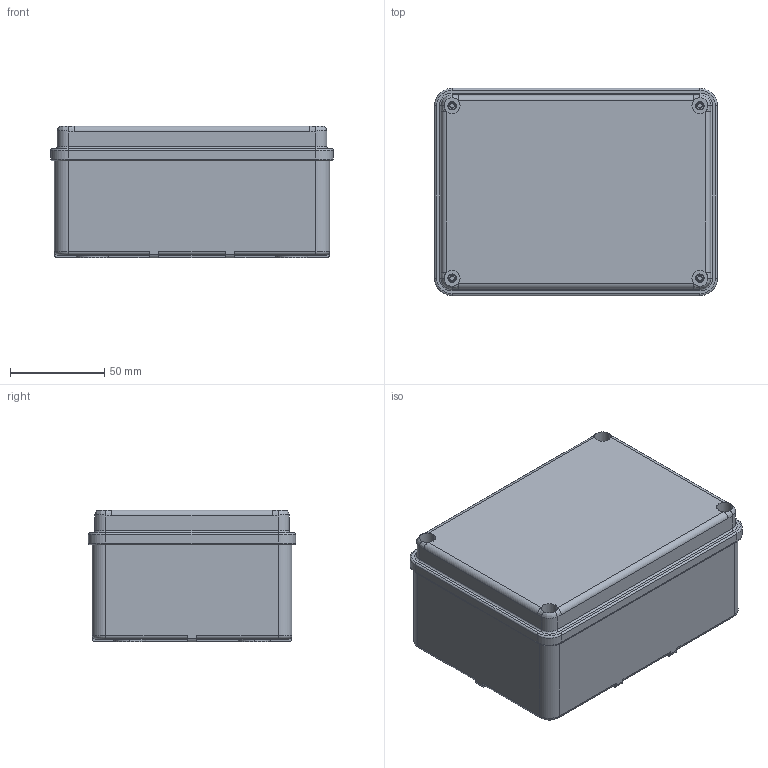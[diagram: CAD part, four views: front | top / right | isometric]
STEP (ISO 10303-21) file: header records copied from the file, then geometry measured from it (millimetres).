
FILE_DESCRIPTION (( 'STEP AP214' ), '1' );
FILE_NAME ('UKF30-150-110-070-6-6-09.STEP', '2021-12-15T08:25:53', ( '' ), ( '' ), 'SwSTEP 2.0', 'SolidWorks 2021', '' );
FILE_SCHEMA (( 'AUTOMOTIVE_DESIGN' ));
Length unit declared in the file: millimetre
Products named in the file (1): UKF30-150-110-070-6-6-09
Bounding box: 150 x 110 x 70 mm (x, y, z)
Volume: 136878.8 mm3; surface area: 154596 mm2
Topology: 2 solids, 2 shells, 582 faces, 1442 edges, 888 vertices
Faces by surface type: cylinder 270, plane 236, torus 56, bspline 20
Entity records: 18133 total; most frequent: CARTESIAN_POINT 4049, DIRECTION 3080, ORIENTED_EDGE 2868, EDGE_CURVE 1434, AXIS2_PLACEMENT_3D 1131, VERTEX_POINT 888, LINE 818, VECTOR 818
